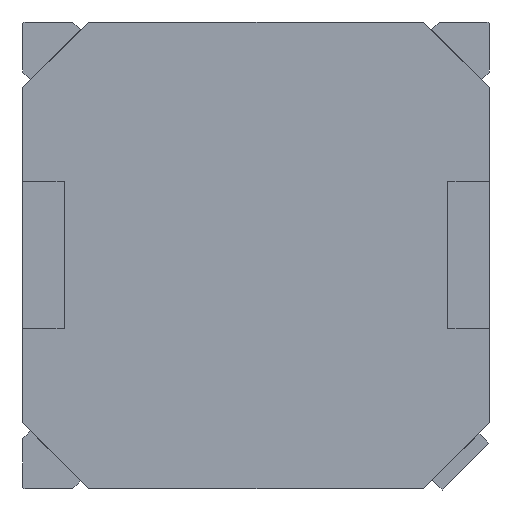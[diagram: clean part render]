
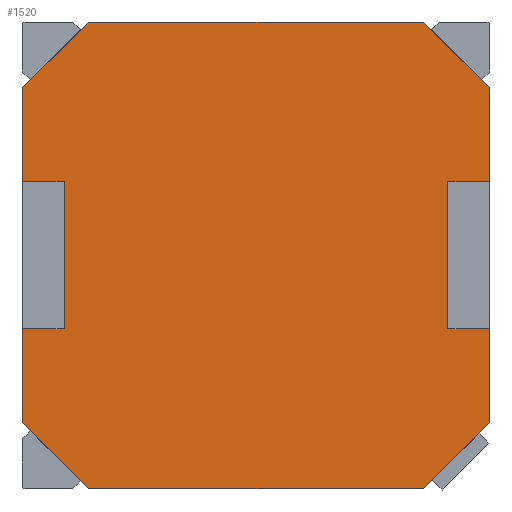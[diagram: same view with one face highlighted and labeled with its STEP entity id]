
A CAD part, left-side view. The second image highlights one B-rep face of the part: STEP entity #1520.
In plain terms, the highlighted planar face has unit normal (-1, 0, 0).
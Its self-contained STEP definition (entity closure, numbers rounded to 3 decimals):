
#34=FACE_OUTER_BOUND('',#121,.T.);
#121=EDGE_LOOP('',(#1025,#1026,#1027,#1028,#1029,#1030,#1031,#1032,#1033,
#1034,#1035,#1036,#1037,#1038,#1039,#1040));
#203=LINE('',#2106,#419);
#207=LINE('',#2114,#423);
#210=LINE('',#2120,#426);
#214=LINE('',#2129,#430);
#218=LINE('',#2137,#434);
#221=LINE('',#2143,#437);
#225=LINE('',#2151,#441);
#226=LINE('',#2153,#442);
#227=LINE('',#2155,#443);
#228=LINE('',#2157,#444);
#229=LINE('',#2158,#445);
#230=LINE('',#2160,#446);
#231=LINE('',#2162,#447);
#232=LINE('',#2164,#448);
#233=LINE('',#2166,#449);
#234=LINE('',#2167,#450);
#419=VECTOR('',#1714,10.);
#423=VECTOR('',#1720,10.);
#426=VECTOR('',#1725,10.);
#430=VECTOR('',#1733,10.);
#434=VECTOR('',#1739,10.);
#437=VECTOR('',#1744,10.);
#441=VECTOR('',#1752,10.);
#442=VECTOR('',#1753,10.);
#443=VECTOR('',#1754,10.);
#444=VECTOR('',#1755,10.);
#445=VECTOR('',#1756,10.);
#446=VECTOR('',#1757,10.);
#447=VECTOR('',#1758,10.);
#448=VECTOR('',#1759,10.);
#449=VECTOR('',#1760,10.);
#450=VECTOR('',#1761,10.);
#635=VERTEX_POINT('',#2104);
#636=VERTEX_POINT('',#2105);
#639=VERTEX_POINT('',#2113);
#641=VERTEX_POINT('',#2119);
#643=VERTEX_POINT('',#2127);
#644=VERTEX_POINT('',#2128);
#647=VERTEX_POINT('',#2136);
#649=VERTEX_POINT('',#2142);
#651=VERTEX_POINT('',#2150);
#652=VERTEX_POINT('',#2152);
#653=VERTEX_POINT('',#2154);
#654=VERTEX_POINT('',#2156);
#655=VERTEX_POINT('',#2159);
#656=VERTEX_POINT('',#2161);
#657=VERTEX_POINT('',#2163);
#658=VERTEX_POINT('',#2165);
#777=EDGE_CURVE('',#635,#636,#203,.T.);
#781=EDGE_CURVE('',#639,#635,#207,.T.);
#784=EDGE_CURVE('',#641,#639,#210,.T.);
#788=EDGE_CURVE('',#643,#644,#214,.T.);
#792=EDGE_CURVE('',#647,#643,#218,.T.);
#795=EDGE_CURVE('',#649,#647,#221,.T.);
#799=EDGE_CURVE('',#651,#636,#225,.T.);
#800=EDGE_CURVE('',#652,#651,#226,.T.);
#801=EDGE_CURVE('',#653,#652,#227,.T.);
#802=EDGE_CURVE('',#654,#653,#228,.T.);
#803=EDGE_CURVE('',#649,#654,#229,.T.);
#804=EDGE_CURVE('',#655,#644,#230,.T.);
#805=EDGE_CURVE('',#656,#655,#231,.T.);
#806=EDGE_CURVE('',#657,#656,#232,.T.);
#807=EDGE_CURVE('',#658,#657,#233,.T.);
#808=EDGE_CURVE('',#641,#658,#234,.T.);
#1025=ORIENTED_EDGE('',*,*,#784,.T.);
#1026=ORIENTED_EDGE('',*,*,#781,.T.);
#1027=ORIENTED_EDGE('',*,*,#777,.T.);
#1028=ORIENTED_EDGE('',*,*,#799,.F.);
#1029=ORIENTED_EDGE('',*,*,#800,.F.);
#1030=ORIENTED_EDGE('',*,*,#801,.F.);
#1031=ORIENTED_EDGE('',*,*,#802,.F.);
#1032=ORIENTED_EDGE('',*,*,#803,.F.);
#1033=ORIENTED_EDGE('',*,*,#795,.T.);
#1034=ORIENTED_EDGE('',*,*,#792,.T.);
#1035=ORIENTED_EDGE('',*,*,#788,.T.);
#1036=ORIENTED_EDGE('',*,*,#804,.F.);
#1037=ORIENTED_EDGE('',*,*,#805,.F.);
#1038=ORIENTED_EDGE('',*,*,#806,.F.);
#1039=ORIENTED_EDGE('',*,*,#807,.F.);
#1040=ORIENTED_EDGE('',*,*,#808,.F.);
#1433=PLANE('',#1631);
#1520=ADVANCED_FACE('',(#34),#1433,.F.);
#1631=AXIS2_PLACEMENT_3D('',#2149,#1750,#1751);
#1714=DIRECTION('',(0.,1.,0.));
#1720=DIRECTION('',(0.,0.,-1.));
#1725=DIRECTION('',(0.,-1.,0.));
#1733=DIRECTION('',(0.,-1.,0.));
#1739=DIRECTION('',(0.,0.,1.));
#1744=DIRECTION('',(0.,1.,0.));
#1750=DIRECTION('center_axis',(1.,0.,0.));
#1751=DIRECTION('ref_axis',(0.,0.,-1.));
#1752=DIRECTION('',(0.,0.,1.));
#1753=DIRECTION('',(0.,0.707,0.707));
#1754=DIRECTION('',(0.,1.,0.));
#1755=DIRECTION('',(0.,0.707,-0.707));
#1756=DIRECTION('',(0.,0.,-1.));
#1757=DIRECTION('',(0.,0.,-1.));
#1758=DIRECTION('',(0.,-0.707,-0.707));
#1759=DIRECTION('',(0.,-1.,0.));
#1760=DIRECTION('',(0.,-0.707,0.707));
#1761=DIRECTION('',(0.,0.,1.));
#2104=CARTESIAN_POINT('',(-1.465,4.498,-4.642));
#2105=CARTESIAN_POINT('',(-1.465,5.252,-4.642));
#2106=CARTESIAN_POINT('',(-1.465,2.75,-4.642));
#2113=CARTESIAN_POINT('',(-1.465,4.498,-1.962));
#2114=CARTESIAN_POINT('',(-1.465,4.498,-2.632));
#2119=CARTESIAN_POINT('',(-1.465,5.252,-1.962));
#2120=CARTESIAN_POINT('',(-1.465,3.127,-1.962));
#2127=CARTESIAN_POINT('',(-1.465,-2.493,-1.962));
#2128=CARTESIAN_POINT('',(-1.465,-3.248,-1.962));
#2129=CARTESIAN_POINT('',(-1.465,-0.745,-1.962));
#2136=CARTESIAN_POINT('',(-1.465,-2.493,-4.642));
#2137=CARTESIAN_POINT('',(-1.465,-2.493,-3.972));
#2142=CARTESIAN_POINT('',(-1.465,-3.248,-4.642));
#2143=CARTESIAN_POINT('',(-1.465,-1.123,-4.642));
#2149=CARTESIAN_POINT('Origin',(-1.465,1.002,-3.302));
#2150=CARTESIAN_POINT('',(-1.465,5.252,-6.352));
#2151=CARTESIAN_POINT('',(-1.465,5.252,-6.352));
#2152=CARTESIAN_POINT('',(-1.465,4.052,-7.552));
#2153=CARTESIAN_POINT('',(-1.465,4.052,-7.552));
#2154=CARTESIAN_POINT('',(-1.465,-2.048,-7.552));
#2155=CARTESIAN_POINT('',(-1.465,-2.048,-7.552));
#2156=CARTESIAN_POINT('',(-1.465,-3.248,-6.352));
#2157=CARTESIAN_POINT('',(-1.465,-3.248,-6.352));
#2158=CARTESIAN_POINT('',(-1.465,-3.248,-0.252));
#2159=CARTESIAN_POINT('',(-1.465,-3.248,-0.252));
#2160=CARTESIAN_POINT('',(-1.465,-3.248,-0.252));
#2161=CARTESIAN_POINT('',(-1.465,-2.048,0.948));
#2162=CARTESIAN_POINT('',(-1.465,-2.048,0.948));
#2163=CARTESIAN_POINT('',(-1.465,4.052,0.948));
#2164=CARTESIAN_POINT('',(-1.465,4.052,0.948));
#2165=CARTESIAN_POINT('',(-1.465,5.252,-0.252));
#2166=CARTESIAN_POINT('',(-1.465,5.252,-0.252));
#2167=CARTESIAN_POINT('',(-1.465,5.252,-6.352));
